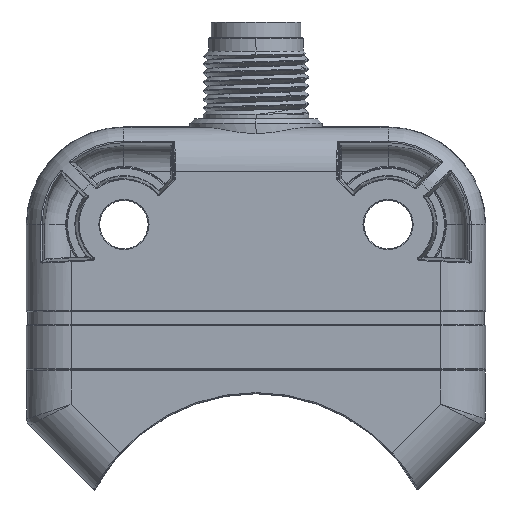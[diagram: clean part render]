
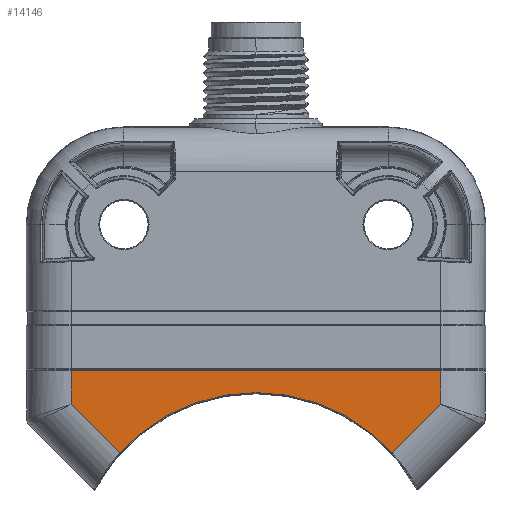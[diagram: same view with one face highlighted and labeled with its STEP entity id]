
A CAD part, top view. The second image highlights one B-rep face of the part: STEP entity #14146.
In plain terms, the highlighted planar face has unit normal (0, 0, 1).
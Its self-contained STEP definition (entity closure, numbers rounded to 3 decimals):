
#830=DIRECTION('',(0.,1.,0.));
#831=VECTOR('',#830,3.829);
#832=CARTESIAN_POINT('',(21.,19.571,10.));
#833=LINE('',#832,#831);
#940=CARTESIAN_POINT('',(0.,0.,10.));
#941=DIRECTION('',(0.,0.,1.));
#942=DIRECTION('',(0.74,0.672,0.));
#943=AXIS2_PLACEMENT_3D('',#940,#941,#942);
#945=DIRECTION('',(-0.707,0.707,0.));
#946=VECTOR('',#945,7.813);
#947=CARTESIAN_POINT('',(-15.476,14.047,10.));
#948=LINE('',#947,#946);
#949=DIRECTION('',(-0.707,-0.707,0.));
#950=VECTOR('',#949,7.813);
#951=CARTESIAN_POINT('',(21.,19.571,10.));
#952=LINE('',#951,#950);
#1033=DIRECTION('',(0.,-1.,0.));
#1034=VECTOR('',#1033,3.829);
#1035=CARTESIAN_POINT('',(-21.,23.4,10.));
#1036=LINE('',#1035,#1034);
#1045=DIRECTION('',(-1.,0.,0.));
#1046=VECTOR('',#1045,42.);
#1047=CARTESIAN_POINT('',(21.,23.4,10.));
#1048=LINE('',#1047,#1046);
#10630=CARTESIAN_POINT('',(-21.,23.4,10.));
#10631=VERTEX_POINT('',#10630);
#10632=CARTESIAN_POINT('',(21.,23.4,10.));
#10633=VERTEX_POINT('',#10632);
#10733=CARTESIAN_POINT('',(-21.,19.571,
10.));
#10734=VERTEX_POINT('',#10733);
#10735=CARTESIAN_POINT('',(15.476,14.047,10.));
#10736=CARTESIAN_POINT('',(-15.476,14.047,10.));
#10737=VERTEX_POINT('',#10735);
#10738=VERTEX_POINT('',#10736);
#10739=CARTESIAN_POINT('',(21.,19.571,10.));
#10740=VERTEX_POINT('',#10739);
#14130=CARTESIAN_POINT('',(0.,0.,10.));
#14131=DIRECTION('',(0.,0.,1.));
#14132=DIRECTION('',(1.,0.,0.));
#14133=AXIS2_PLACEMENT_3D('',#14130,#14131,#14132);
#14134=PLANE('',#14133);
#14135=ORIENTED_EDGE('',*,*,#14113,.T.);
#14137=ORIENTED_EDGE('',*,*,#14136,.T.);
#14139=ORIENTED_EDGE('',*,*,#14138,.F.);
#14141=ORIENTED_EDGE('',*,*,#14140,.F.);
#14142=ORIENTED_EDGE('',*,*,#13751,.F.);
#14143=ORIENTED_EDGE('',*,*,#13883,.T.);
#14144=EDGE_LOOP('',(#14135,#14137,#14139,#14141,#14142,#14143));
#14145=FACE_OUTER_BOUND('',#14144,.F.);
#14146=ADVANCED_FACE('',(#14145),#14134,.T.);
#944=CIRCLE('',#943,20.9);
#13751=EDGE_CURVE('',#10740,#10633,#833,.T.);
#13883=EDGE_CURVE('',#10740,#10737,#952,.T.);
#14113=EDGE_CURVE('',#10737,#10738,#944,.T.);
#14136=EDGE_CURVE('',#10738,#10734,#948,.T.);
#14138=EDGE_CURVE('',#10631,#10734,#1036,.T.);
#14140=EDGE_CURVE('',#10633,#10631,#1048,.T.);
